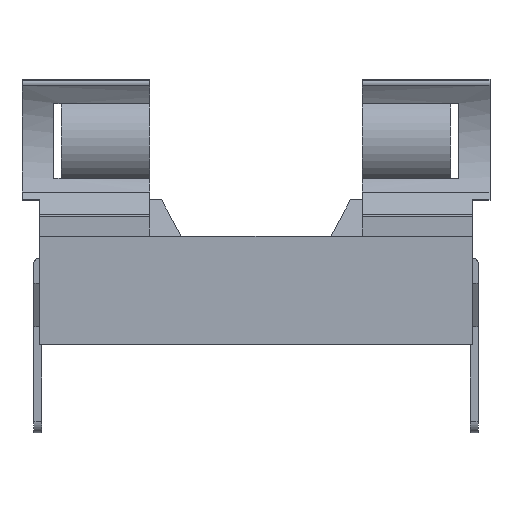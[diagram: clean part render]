
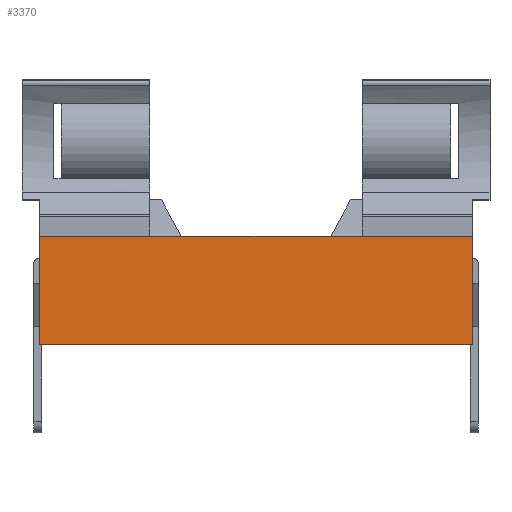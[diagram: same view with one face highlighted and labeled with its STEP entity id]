
A CAD part, top view. The second image highlights one B-rep face of the part: STEP entity #3370.
In plain terms, the highlighted planar face has unit normal (0, 0, 1).
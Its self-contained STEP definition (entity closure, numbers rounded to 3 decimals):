
#51=PLANE('',#3627);
#198=FACE_OUTER_BOUND('',#381,.T.);
#381=EDGE_LOOP('',(#2558,#2559,#2560,#2561));
#750=LINE('',#5167,#1148);
#767=LINE('',#5198,#1165);
#794=LINE('',#5247,#1192);
#800=LINE('',#5258,#1198);
#1148=VECTOR('',#4115,1.);
#1165=VECTOR('',#4136,1.);
#1192=VECTOR('',#4169,1.);
#1198=VECTOR('',#4177,1.);
#1582=VERTEX_POINT('',#5164);
#1583=VERTEX_POINT('',#5166);
#1594=VERTEX_POINT('',#5195);
#1595=VERTEX_POINT('',#5197);
#1930=EDGE_CURVE('',#1582,#1583,#750,.T.);
#1947=EDGE_CURVE('',#1595,#1594,#767,.T.);
#1974=EDGE_CURVE('',#1594,#1583,#794,.T.);
#1980=EDGE_CURVE('',#1595,#1582,#800,.T.);
#2558=ORIENTED_EDGE('',*,*,#1974,.T.);
#2559=ORIENTED_EDGE('',*,*,#1930,.F.);
#2560=ORIENTED_EDGE('',*,*,#1980,.F.);
#2561=ORIENTED_EDGE('',*,*,#1947,.T.);
#3370=ADVANCED_FACE('',(#198),#51,.F.);
#3627=AXIS2_PLACEMENT_3D('',#5284,#4199,#4200);
#4115=DIRECTION('',(-1.,0.,0.));
#4136=DIRECTION('',(-1.,0.,0.));
#4169=DIRECTION('',(0.,-1.,0.));
#4177=DIRECTION('',(0.,-1.,0.));
#4199=DIRECTION('center_axis',(0.,0.,-1.));
#4200=DIRECTION('ref_axis',(-1.,0.,0.));
#5164=CARTESIAN_POINT('',(11.,0.,4.5));
#5166=CARTESIAN_POINT('',(-11.,0.,4.5));
#5167=CARTESIAN_POINT('',(11.,0.,4.5));
#5195=CARTESIAN_POINT('',(-11.,5.5,4.5));
#5197=CARTESIAN_POINT('',(11.,5.5,4.5));
#5198=CARTESIAN_POINT('',(11.,5.5,4.5));
#5247=CARTESIAN_POINT('',(-11.,0.,4.5));
#5258=CARTESIAN_POINT('',(11.,0.,4.5));
#5284=CARTESIAN_POINT('Origin',(11.,0.,4.5));
